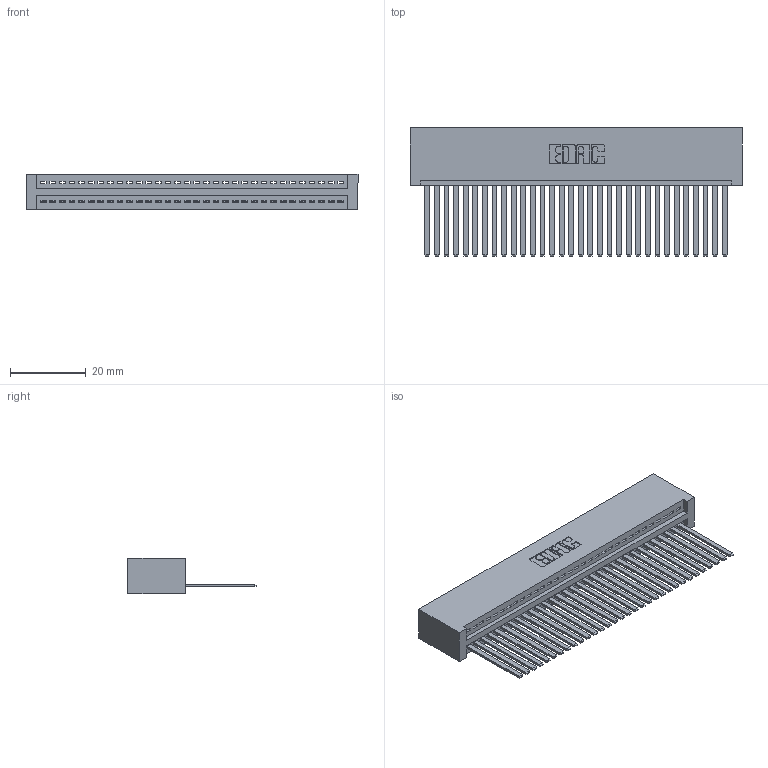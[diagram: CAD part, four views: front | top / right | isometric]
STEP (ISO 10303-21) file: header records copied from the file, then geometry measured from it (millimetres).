
FILE_DESCRIPTION (( 'STEP AP203' ), '1' );
FILE_NAME ('395-032-544-101.STEP', '2018-11-12T21:42:16', ( '' ), ( '' ), 'SwSTEP 2.0', 'SolidWorks 2016', '' );
FILE_SCHEMA (( 'CONFIG_CONTROL_DESIGN' ));
Length unit declared in the file: inch
Products named in the file (3): 345-292-001_345-293-144; 345 Part_No Mounting Lugs; 395-032-544-101
Assembly tree (33 placements, depth 2):
  395-032-544-101
    345 Part_No Mounting Lugs
    345-292-001_345-293-144  x32
Bounding box: 87.88 x 33.96 x 9.4 mm (x, y, z)
Volume: 9220.4 mm3; surface area: 13419.8 mm2
Topology: 33 solids, 33 shells, 1782 faces, 5373 edges, 3538 vertices
Faces by surface type: plane 1228, cylinder 554
Entity records: 24969 total; most frequent: CARTESIAN_POINT 4332, ORIENTED_EDGE 4298, DIRECTION 3789, EDGE_CURVE 2149, LINE 1901, VECTOR 1901, VERTEX_POINT 1430, AXIS2_PLACEMENT_3D 944
